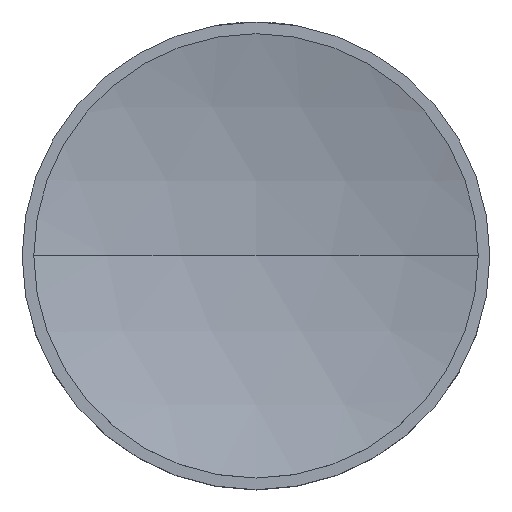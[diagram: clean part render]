
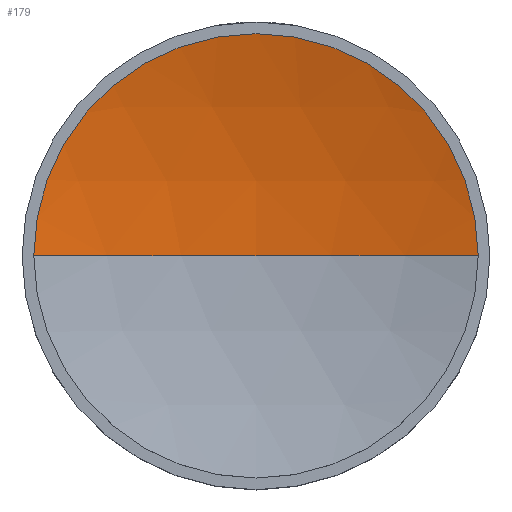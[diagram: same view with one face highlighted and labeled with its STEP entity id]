
A CAD part, top view. The second image highlights one B-rep face of the part: STEP entity #179.
In plain terms, the highlighted spherical face has radius 70 mm.
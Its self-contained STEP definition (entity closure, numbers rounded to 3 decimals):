
#39 = DIRECTION ( 'NONE',  ( 0., -1., 0. ) ) ;
#42 = EDGE_CURVE ( 'NONE', #307, #694, #560, .T. ) ;
#43 = CARTESIAN_POINT ( 'NONE',  ( -19., 0., 15.628 ) ) ;
#57 = FACE_OUTER_BOUND ( 'NONE', #625, .T. ) ;
#110 = AXIS2_PLACEMENT_3D ( 'NONE', #574, #301, #579 ) ;
#148 = AXIS2_PLACEMENT_3D ( 'NONE', #660, #873, #162 ) ;
#162 = DIRECTION ( 'NONE',  ( -1., 0., 0. ) ) ;
#165 = CARTESIAN_POINT ( 'NONE',  ( 0., 0., 83. ) ) ;
#175 = DIRECTION ( 'NONE',  ( 0., 1., 0. ) ) ;
#179 = ADVANCED_FACE ( 'NONE', ( #57 ), #340, .F. ) ;
#193 = CIRCLE ( 'NONE', #381, 70. ) ;
#240 = CARTESIAN_POINT ( 'NONE',  ( 19., 0., 15.628 ) ) ;
#301 = DIRECTION ( 'NONE',  ( 0., 1., 0. ) ) ;
#307 = VERTEX_POINT ( 'NONE', #43 ) ;
#340 = SPHERICAL_SURFACE ( 'NONE', #864, 70. ) ;
#377 = CARTESIAN_POINT ( 'NONE',  ( 0., 0., 13. ) ) ;
#381 = AXIS2_PLACEMENT_3D ( 'NONE', #165, #39, #803 ) ;
#434 = ORIENTED_EDGE ( 'NONE', *, *, #42, .F. ) ;
#497 = ORIENTED_EDGE ( 'NONE', *, *, #620, .F. ) ;
#560 = CIRCLE ( 'NONE', #148, 19. ) ;
#574 = CARTESIAN_POINT ( 'NONE',  ( 0., 0., 83. ) ) ;
#579 = DIRECTION ( 'NONE',  ( -1., 0., 0. ) ) ;
#595 = CARTESIAN_POINT ( 'NONE',  ( 0., 0., 83. ) ) ;
#620 = EDGE_CURVE ( 'NONE', #694, #813, #741, .T. ) ;
#625 = EDGE_LOOP ( 'NONE', ( #497, #434, #729 ) ) ;
#660 = CARTESIAN_POINT ( 'NONE',  ( 0., 0., 15.628 ) ) ;
#682 = EDGE_CURVE ( 'NONE', #307, #813, #193, .T. ) ;
#694 = VERTEX_POINT ( 'NONE', #240 ) ;
#729 = ORIENTED_EDGE ( 'NONE', *, *, #682, .T. ) ;
#741 = CIRCLE ( 'NONE', #110, 70. ) ;
#803 = DIRECTION ( 'NONE',  ( 0., 0., -1. ) ) ;
#807 = DIRECTION ( 'NONE',  ( -1., 0., 0. ) ) ;
#813 = VERTEX_POINT ( 'NONE', #377 ) ;
#864 = AXIS2_PLACEMENT_3D ( 'NONE', #595, #175, #807 ) ;
#873 = DIRECTION ( 'NONE',  ( 0., 0., -1. ) ) ;
